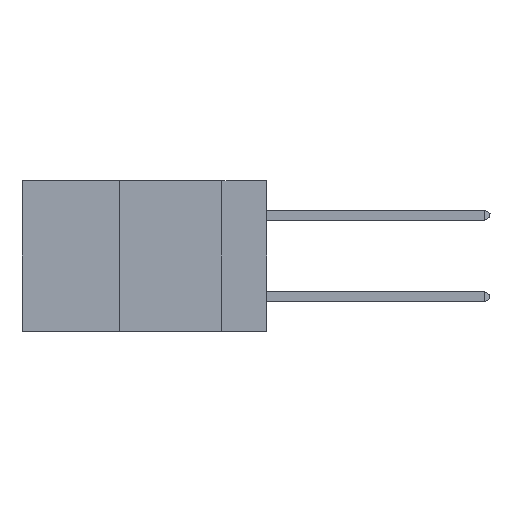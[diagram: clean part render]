
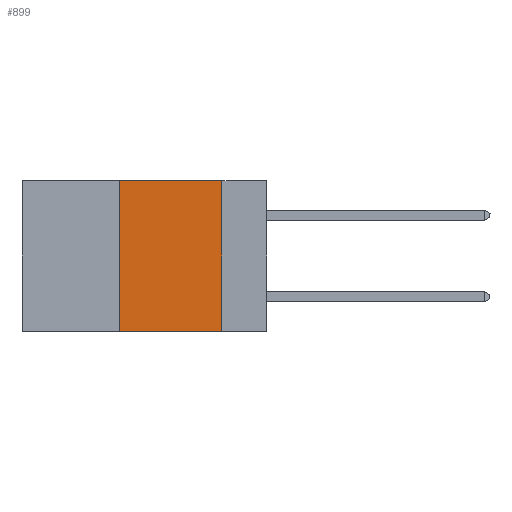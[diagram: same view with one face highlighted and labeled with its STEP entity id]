
A CAD part, left-side view. The second image highlights one B-rep face of the part: STEP entity #899.
In plain terms, the highlighted planar face has unit normal (-1, 0, 0).
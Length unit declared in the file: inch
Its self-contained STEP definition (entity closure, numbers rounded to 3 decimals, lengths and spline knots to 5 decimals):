
#899 = ADVANCED_FACE ( 'NONE', ( #14267 ), #18081, .F. ) ;
#1178 = EDGE_CURVE ( 'NONE', #13334, #16857, #15609, .T. ) ;
#1352 = ORIENTED_EDGE ( 'NONE', *, *, #1178, .T. ) ;
#1622 = EDGE_CURVE ( 'NONE', #15461, #16857, #21558, .T. ) ;
#1893 = ORIENTED_EDGE ( 'NONE', *, *, #21402, .F. ) ;
#2441 = AXIS2_PLACEMENT_3D ( 'NONE', #8710, #16237, #23823 ) ;
#2854 = CARTESIAN_POINT ( 'NONE',  ( 0., 0.11, 0. ) ) ;
#2915 = CARTESIAN_POINT ( 'NONE',  ( 0., 0.36, -0.37 ) ) ;
#3992 = ORIENTED_EDGE ( 'NONE', *, *, #15947, .F. ) ;
#4618 = CARTESIAN_POINT ( 'NONE',  ( 0., 0.11, 0. ) ) ;
#7636 = LINE ( 'NONE', #11474, #18830 ) ;
#8128 = LINE ( 'NONE', #14182, #12039 ) ;
#8710 = CARTESIAN_POINT ( 'NONE',  ( 0., 0.6, 0. ) ) ;
#10333 = VECTOR ( 'NONE', #13996, 39.37008 ) ;
#11474 = CARTESIAN_POINT ( 'NONE',  ( 0., 0.36, 0. ) ) ;
#11992 = ORIENTED_EDGE ( 'NONE', *, *, #1622, .F. ) ;
#12039 = VECTOR ( 'NONE', #23733, 39.37008 ) ;
#12304 = DIRECTION ( 'NONE',  ( 0., 0., -1. ) ) ;
#13252 = CARTESIAN_POINT ( 'NONE',  ( 0., 0.36, 0. ) ) ;
#13334 = VERTEX_POINT ( 'NONE', #2915 ) ;
#13996 = DIRECTION ( 'NONE',  ( 0., -1., 0. ) ) ;
#14182 = CARTESIAN_POINT ( 'NONE',  ( 0., 0.6, 0. ) ) ;
#14225 = EDGE_LOOP ( 'NONE', ( #11992, #3992, #1893, #1352 ) ) ;
#14267 = FACE_OUTER_BOUND ( 'NONE', #14225, .T. ) ;
#15461 = VERTEX_POINT ( 'NONE', #2854 ) ;
#15497 = VECTOR ( 'NONE', #12304, 39.37008 ) ;
#15609 = LINE ( 'NONE', #20162, #10333 ) ;
#15947 = EDGE_CURVE ( 'NONE', #19261, #15461, #8128, .T. ) ;
#16023 = CARTESIAN_POINT ( 'NONE',  ( 0., 0.11, -0.37 ) ) ;
#16237 = DIRECTION ( 'NONE',  ( 1., 0., 0. ) ) ;
#16857 = VERTEX_POINT ( 'NONE', #16023 ) ;
#17148 = DIRECTION ( 'NONE',  ( 0., 0., 1. ) ) ;
#18081 = PLANE ( 'NONE',  #2441 ) ;
#18830 = VECTOR ( 'NONE', #17148, 39.37008 ) ;
#19261 = VERTEX_POINT ( 'NONE', #13252 ) ;
#20162 = CARTESIAN_POINT ( 'NONE',  ( 0., 0.6, -0.37 ) ) ;
#21402 = EDGE_CURVE ( 'NONE', #13334, #19261, #7636, .T. ) ;
#21558 = LINE ( 'NONE', #4618, #15497 ) ;
#23733 = DIRECTION ( 'NONE',  ( 0., -1., 0. ) ) ;
#23823 = DIRECTION ( 'NONE',  ( 0., 0., -1. ) ) ;
